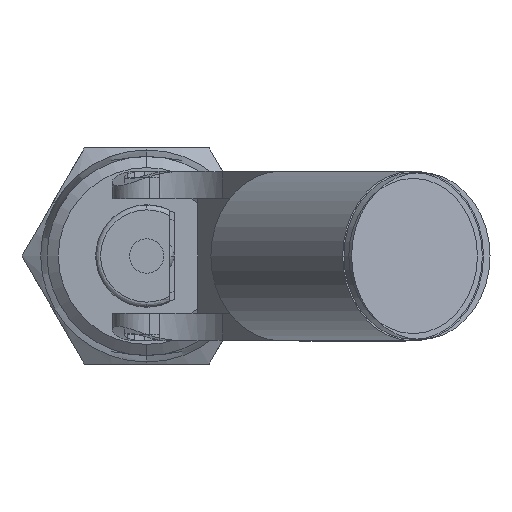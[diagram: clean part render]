
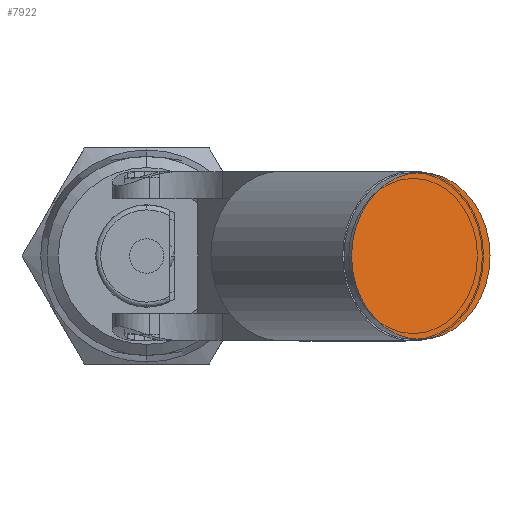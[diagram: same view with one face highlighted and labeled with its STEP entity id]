
A CAD part, front view. The second image highlights one B-rep face of the part: STEP entity #7922.
In plain terms, the highlighted planar face has unit normal (0.559, -0.829, 0).
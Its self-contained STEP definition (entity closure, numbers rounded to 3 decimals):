
#174 = CARTESIAN_POINT ( 'NONE',  ( 27.905, -43.106, -8.5 ) ) ;
#1160 = DIRECTION ( 'NONE',  ( 0., 0., -1. ) ) ;
#1747 = EDGE_CURVE ( 'NONE', #2475, #2805, #8435, .T. ) ;
#1789 = CARTESIAN_POINT ( 'NONE',  ( 27.905, -43.106, 0. ) ) ;
#2475 = VERTEX_POINT ( 'NONE', #9846 ) ;
#2805 = VERTEX_POINT ( 'NONE', #174 ) ;
#2869 = EDGE_CURVE ( 'NONE', #2805, #2475, #8949, .T. ) ;
#4121 = PLANE ( 'NONE',  #8682 ) ;
#5215 = CARTESIAN_POINT ( 'NONE',  ( 27.905, -43.106, 0. ) ) ;
#5546 = CARTESIAN_POINT ( 'NONE',  ( 27.905, -43.106, 0. ) ) ;
#6944 = AXIS2_PLACEMENT_3D ( 'NONE', #5215, #9046, #7644 ) ;
#6969 = AXIS2_PLACEMENT_3D ( 'NONE', #1789, #9677, #1160 ) ;
#7254 = FACE_OUTER_BOUND ( 'NONE', #8669, .T. ) ;
#7301 = DIRECTION ( 'NONE',  ( -0.559, 0.829, 0. ) ) ;
#7644 = DIRECTION ( 'NONE',  ( 0., 0., -1. ) ) ;
#7736 = ORIENTED_EDGE ( 'NONE', *, *, #1747, .F. ) ;
#7922 = ADVANCED_FACE ( 'NONE', ( #7254 ), #4121, .F. ) ;
#7977 = DIRECTION ( 'NONE',  ( 0., 0., -1. ) ) ;
#8435 = CIRCLE ( 'NONE', #6944, 8.5 ) ;
#8669 = EDGE_LOOP ( 'NONE', ( #9804, #7736 ) ) ;
#8682 = AXIS2_PLACEMENT_3D ( 'NONE', #5546, #7301, #7977 ) ;
#8949 = CIRCLE ( 'NONE', #6969, 8.5 ) ;
#9046 = DIRECTION ( 'NONE',  ( -0.559, 0.829, 0. ) ) ;
#9677 = DIRECTION ( 'NONE',  ( -0.559, 0.829, 0. ) ) ;
#9804 = ORIENTED_EDGE ( 'NONE', *, *, #2869, .F. ) ;
#9846 = CARTESIAN_POINT ( 'NONE',  ( 27.905, -43.106, 8.5 ) ) ;
